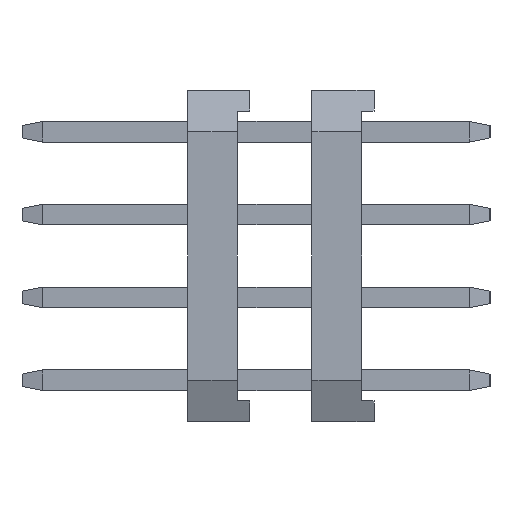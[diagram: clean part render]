
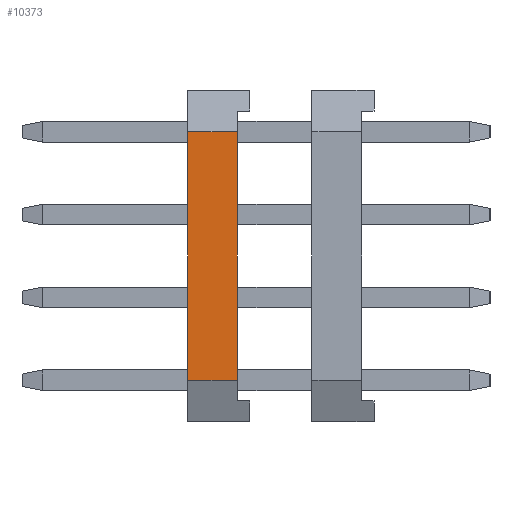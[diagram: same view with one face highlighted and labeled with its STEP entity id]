
A CAD part, left-side view. The second image highlights one B-rep face of the part: STEP entity #10373.
In plain terms, the highlighted planar face has unit normal (-1, 0, 0).
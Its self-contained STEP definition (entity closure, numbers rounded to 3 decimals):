
#147=CARTESIAN_POINT('',(-1.,3.3,-3.));
#148=VERTEX_POINT('',#147);
#155=CARTESIAN_POINT('',(-1.,4.5,-3.));
#156=VERTEX_POINT('',#155);
#157=CARTESIAN_POINT('',(-1.,3.3,-3.));
#158=DIRECTION('',(0.,1.,0.));
#159=VECTOR('',#158,1.2);
#160=LINE('',#157,#159);
#161=EDGE_CURVE('',#148,#156,#160,.T.);
#10325=CARTESIAN_POINT('',(-1.,4.5,3.));
#10326=VERTEX_POINT('',#10325);
#10333=CARTESIAN_POINT('',(-1.,3.3,3.));
#10334=VERTEX_POINT('',#10333);
#10335=CARTESIAN_POINT('',(-1.,4.5,3.));
#10336=DIRECTION('',(0.,-1.,0.));
#10337=VECTOR('',#10336,1.2);
#10338=LINE('',#10335,#10337);
#10339=EDGE_CURVE('',#10326,#10334,#10338,.T.);
#10352=CARTESIAN_POINT('',(-1.,3.,-4.));
#10353=DIRECTION('',(0.,0.,1.));
#10354=DIRECTION('',(-1.,0.,0.));
#10355=AXIS2_PLACEMENT_3D('',#10352,#10354,#10353);
#10356=PLANE('',#10355);
#10357=ORIENTED_EDGE('',*,*,#10339,.F.);
#10358=CARTESIAN_POINT('',(-1.,4.5,-3.));
#10359=DIRECTION('',(0.,0.,1.));
#10360=VECTOR('',#10359,6.);
#10361=LINE('',#10358,#10360);
#10362=EDGE_CURVE('',#156,#10326,#10361,.T.);
#10363=ORIENTED_EDGE('',*,*,#10362,.F.);
#10364=ORIENTED_EDGE('',*,*,#161,.F.);
#10365=CARTESIAN_POINT('',(-1.,3.3,3.));
#10366=DIRECTION('',(0.,0.,-1.));
#10367=VECTOR('',#10366,6.);
#10368=LINE('',#10365,#10367);
#10369=EDGE_CURVE('',#10334,#148,#10368,.T.);
#10370=ORIENTED_EDGE('',*,*,#10369,.F.);
#10371=EDGE_LOOP('',(#10357,#10363,#10364,#10370));
#10372=FACE_OUTER_BOUND('',#10371,.T.);
#10373=ADVANCED_FACE('',(#10372),#10356,.T.);
